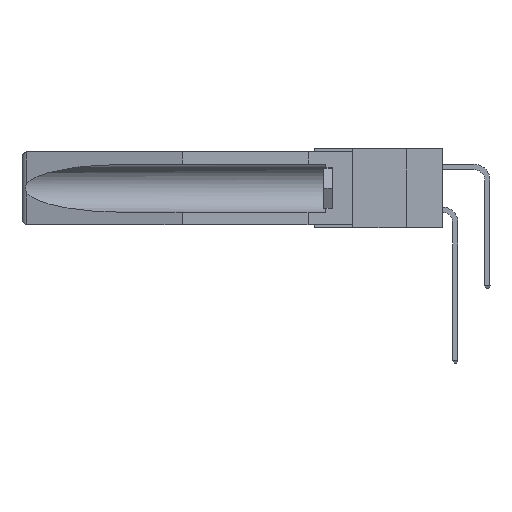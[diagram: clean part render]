
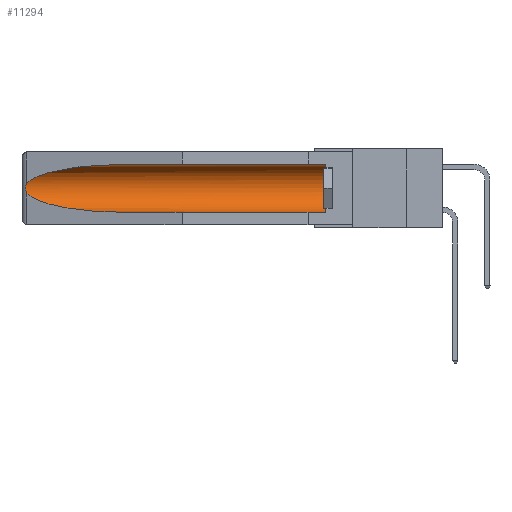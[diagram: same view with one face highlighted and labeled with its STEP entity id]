
A CAD part, left-side view. The second image highlights one B-rep face of the part: STEP entity #11294.
In plain terms, the highlighted cylindrical face has radius 2.857 mm (diameter 5.715 mm), a partial arc.
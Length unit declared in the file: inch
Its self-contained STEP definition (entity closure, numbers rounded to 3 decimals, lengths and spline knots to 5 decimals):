
#280 = CARTESIAN_POINT ( 'NONE',  ( 0.155, 0.126, -0.284 ) ) ;
#382 = CARTESIAN_POINT ( 'NONE',  ( 0.21114, 1.30732, -0.284 ) ) ;
#1182 = CARTESIAN_POINT ( 'NONE',  ( 0.155, 1.07973, -0.284 ) ) ;
#1515 = CARTESIAN_POINT ( 'NONE',  ( 0.26537, 1.52718, -0.19328 ) ) ;
#1612 = CARTESIAN_POINT ( 'NONE',  ( 0.155, 1.07973, -0.059 ) ) ;
#2085 = EDGE_CURVE ( 'NONE', #21818, #13664, #3390, .T. ) ;
#3228 = EDGE_CURVE ( 'NONE', #21818, #27090, #33973, .T. ) ;
#3390 = CIRCLE ( 'NONE', #34775, 0.1125 ) ;
#5029 = VERTEX_POINT ( 'NONE', #15192 ) ;
#6187 = CARTESIAN_POINT ( 'NONE',  ( 0.26537, 1.52718, -0.14972 ) ) ;
#6327 = CARTESIAN_POINT ( 'NONE',  ( 0.2673, 1.5327, -0.16383 ) ) ;
#6806 = CARTESIAN_POINT ( 'NONE',  ( 0.26537, 1.52718, -0.14972 ) ) ;
#7340 = EDGE_CURVE ( 'NONE', #5029, #20619, #20716, .T. ) ;
#7550 = CARTESIAN_POINT ( 'NONE',  ( 0.155, -0.30754, -0.1715 ) ) ;
#8265 = ORIENTED_EDGE ( 'NONE', *, *, #13441, .T. ) ;
#9462 = LINE ( 'NONE', #34342, #17063 ) ;
#9773 = VECTOR ( 'NONE', #20111, 39.37008 ) ;
#11294 = ADVANCED_FACE ( 'NONE', ( #21358 ), #15845, .F. ) ;
#11851 = CARTESIAN_POINT ( 'NONE',  ( 0.26597, 1.5296, -0.19026 ) ) ;
#12201 = CARTESIAN_POINT ( 'NONE',  ( 0.2673, 1.53269, -0.17917 ) ) ;
#12216 = EDGE_LOOP ( 'NONE', ( #28788, #8265, #27144, #24168, #15382, #21567 ) ) ;
#12426 = EDGE_CURVE ( 'NONE', #13664, #5029, #9462, .T. ) ;
#13441 = EDGE_CURVE ( 'NONE', #20619, #24073, #25472, .T. ) ;
#13664 = VERTEX_POINT ( 'NONE', #34977 ) ;
#13716 = CARTESIAN_POINT ( 'NONE',  ( 0.26537, 1.52718, -0.19328 ) ) ;
#14652 = CARTESIAN_POINT ( 'NONE',  ( 0.155, -0.30754, -0.284 ) ) ;
#14723 = DIRECTION ( 'NONE',  ( 0., 0., 1. ) ) ;
#14818 = CARTESIAN_POINT ( 'NONE',  ( 0.26537, 1.52718, -0.14972 ) ) ;
#14949 = CARTESIAN_POINT ( 'NONE',  ( 0.25451, 1.48313, -0.09465 ) ) ;
#15192 = CARTESIAN_POINT ( 'NONE',  ( 0.155, 1.07973, -0.059 ) ) ;
#15382 = ORIENTED_EDGE ( 'NONE', *, *, #2085, .T. ) ;
#15845 = CYLINDRICAL_SURFACE ( 'NONE', #20213, 0.1125 ) ;
#17063 = VECTOR ( 'NONE', #26411, 39.37008 ) ;
#20111 = DIRECTION ( 'NONE',  ( 0., 1., 0. ) ) ;
#20213 = AXIS2_PLACEMENT_3D ( 'NONE', #7550, #29166, #23981 ) ;
#20305 = CARTESIAN_POINT ( 'NONE',  ( 0.21114, 1.30732, -0.059 ) ) ;
#20430 = CARTESIAN_POINT ( 'NONE',  ( 0.155, 0.126, -0.1715 ) ) ;
#20619 = VERTEX_POINT ( 'NONE', #14818 ) ;
#20716 =( BOUNDED_CURVE ( )  B_SPLINE_CURVE ( 3, ( #1612, #20305, #14949, #6187 ),
 .UNSPECIFIED., .F., .F. ) 
 B_SPLINE_CURVE_WITH_KNOTS ( ( 4, 4 ),
 ( 4.71239, 6.08839 ),
 .UNSPECIFIED. ) 
 CURVE ( )  GEOMETRIC_REPRESENTATION_ITEM ( )  RATIONAL_B_SPLINE_CURVE ( ( 1., 0.848, 0.848, 1. ) ) 
 REPRESENTATION_ITEM ( '' )  );
#21358 = FACE_OUTER_BOUND ( 'NONE', #12216, .T. ) ;
#21567 = ORIENTED_EDGE ( 'NONE', *, *, #12426, .T. ) ;
#21818 = VERTEX_POINT ( 'NONE', #280 ) ;
#21866 = CARTESIAN_POINT ( 'NONE',  ( 0.155, 1.07973, -0.284 ) ) ;
#23981 = DIRECTION ( 'NONE',  ( 0., 0., 1. ) ) ;
#24073 = VERTEX_POINT ( 'NONE', #33891 ) ;
#24168 = ORIENTED_EDGE ( 'NONE', *, *, #3228, .F. ) ;
#24959 = CARTESIAN_POINT ( 'NONE',  ( 0.25451, 1.48313, -0.24835 ) ) ;
#25472 = B_SPLINE_CURVE_WITH_KNOTS ( 'NONE', 3,
 ( #6806, #33429, #31040, #6327, #33926, #28428, #12201, #28192, #11851, #1515 ),
 .UNSPECIFIED., .F., .F.,
 ( 4, 2, 2, 2, 4 ),
 ( 0., 0.00029, 0.00058, 0.00087, 0.00117 ),
 .UNSPECIFIED. ) ;
#26411 = DIRECTION ( 'NONE',  ( 0., 1., 0. ) ) ;
#27090 = VERTEX_POINT ( 'NONE', #1182 ) ;
#27144 = ORIENTED_EDGE ( 'NONE', *, *, #32936, .T. ) ;
#27397 =( BOUNDED_CURVE ( )  B_SPLINE_CURVE ( 3, ( #13716, #24959, #382, #21866 ),
 .UNSPECIFIED., .F., .F. ) 
 B_SPLINE_CURVE_WITH_KNOTS ( ( 4, 4 ),
 ( 0.1948, 1.5708 ),
 .UNSPECIFIED. ) 
 CURVE ( )  GEOMETRIC_REPRESENTATION_ITEM ( )  RATIONAL_B_SPLINE_CURVE ( ( 1., 0.848, 0.848, 1. ) ) 
 REPRESENTATION_ITEM ( '' )  );
#28192 = CARTESIAN_POINT ( 'NONE',  ( 0.26655, 1.53094, -0.18657 ) ) ;
#28314 = DIRECTION ( 'NONE',  ( 0., -1., 0. ) ) ;
#28428 = CARTESIAN_POINT ( 'NONE',  ( 0.2675, 1.53308, -0.17534 ) ) ;
#28788 = ORIENTED_EDGE ( 'NONE', *, *, #7340, .T. ) ;
#29166 = DIRECTION ( 'NONE',  ( 0., 1., 0. ) ) ;
#31040 = CARTESIAN_POINT ( 'NONE',  ( 0.26654, 1.53092, -0.15636 ) ) ;
#32936 = EDGE_CURVE ( 'NONE', #24073, #27090, #27397, .T. ) ;
#33429 = CARTESIAN_POINT ( 'NONE',  ( 0.26597, 1.52961, -0.15275 ) ) ;
#33891 = CARTESIAN_POINT ( 'NONE',  ( 0.26537, 1.52718, -0.19328 ) ) ;
#33926 = CARTESIAN_POINT ( 'NONE',  ( 0.2675, 1.53308, -0.16763 ) ) ;
#33973 = LINE ( 'NONE', #14652, #9773 ) ;
#34342 = CARTESIAN_POINT ( 'NONE',  ( 0.155, -0.30754, -0.059 ) ) ;
#34775 = AXIS2_PLACEMENT_3D ( 'NONE', #20430, #28314, #14723 ) ;
#34977 = CARTESIAN_POINT ( 'NONE',  ( 0.155, 0.126, -0.059 ) ) ;
